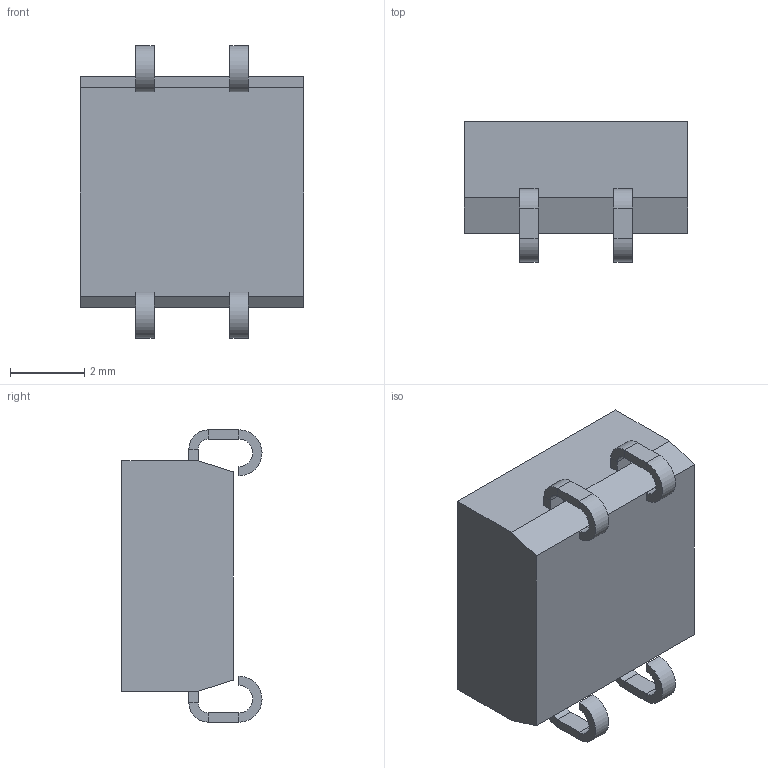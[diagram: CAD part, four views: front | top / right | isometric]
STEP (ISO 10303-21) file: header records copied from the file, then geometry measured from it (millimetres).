
FILE_DESCRIPTION (( 'STEP AP203' ), '1' );
FILE_NAME ('Äåòàëü2.STEP', '2025-03-10T08:01:11', ( '' ), ( '' ), 'SwSTEP 2.0', 'SolidWorks 2020', '' );
FILE_SCHEMA (( 'CONFIG_CONTROL_DESIGN' ));
Length unit declared in the file: millimetre
Products named in the file (1): 櫻蠉錪2
Bounding box: 6.02 x 3.77 x 7.87 mm (x, y, z)
Volume: 105.9 mm3; surface area: 175.3 mm2
Topology: 1 solids, 1 shells, 86 faces, 190 edges, 108 vertices
Faces by surface type: plane 70, cylinder 16
Entity records: 2355 total; most frequent: DIRECTION 396, CARTESIAN_POINT 385, ORIENTED_EDGE 380, EDGE_CURVE 190, VECTOR 158, LINE 158, AXIS2_PLACEMENT_3D 119, VERTEX_POINT 108
